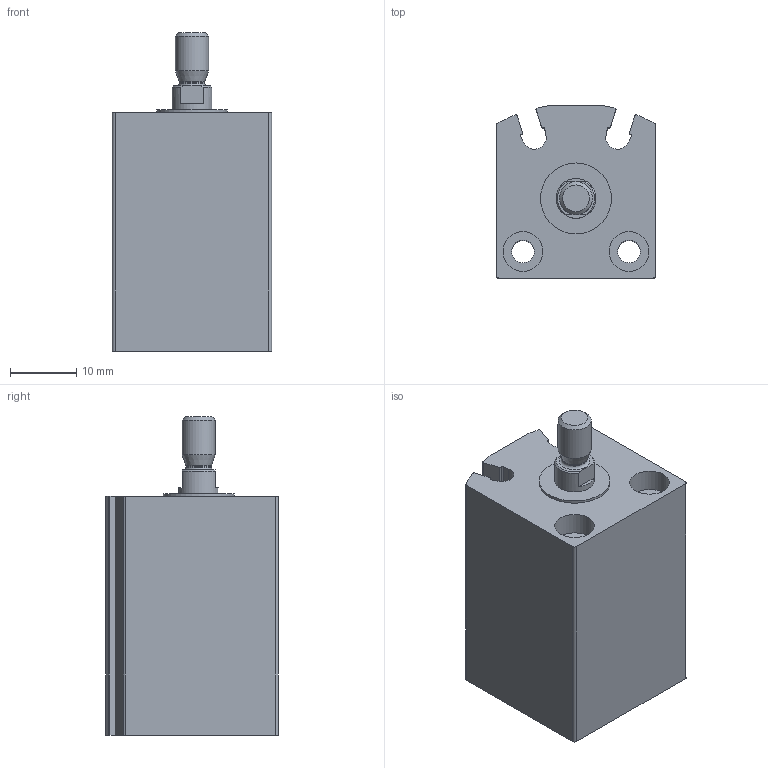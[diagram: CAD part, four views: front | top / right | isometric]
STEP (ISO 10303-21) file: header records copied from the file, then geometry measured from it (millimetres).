
FILE_DESCRIPTION(/* description */ ('STEP AP214'),/* implementation_level */ '2;1');
FILE_NAME(/* name */ '188092_ADVC-12-5-A-P-A',/* time_stamp */ '2024-08-01T20:20:42+02:00',/* author */ ('License CC BY-ND 4.0'),/* organization */ ('CADENAS'),/* preprocessor_version */ 'ST-DEVELOPER v19.3',/* originating_system */ 'PARTsolutions',/* authorisation */ ' ');
FILE_SCHEMA (('AUTOMOTIVE_DESIGN {1 0 10303 214 3 1 1}'));
Length unit declared in the file: millimetre
Products named in the file (3): 188092 ADVC-12-5-A-P-A---(asm_0); 188092 ADVC-12-5-A-P-A---(ZR); 188092 ADVC-12-5-A-P-A---(K)
Assembly tree (2 placements, depth 2):
  188092 ADVC-12-5-A-P-A---(asm_0)
    188092 ADVC-12-5-A-P-A---(ZR)
    188092 ADVC-12-5-A-P-A---(K)
Bounding box: 24 x 26 x 48 mm (x, y, z)
Volume: 19409.2 mm3; surface area: 7552.8 mm2
Topology: 2 solids, 2 shells, 72 faces, 171 edges, 112 vertices
Faces by surface type: cylinder 35, plane 29, cone 6, torus 2
Full cylindrical faces by diameter (mm): 3.4 x2, 3.8 x1, 4.134 x2, 5 x1, 6 x4, 10.7 x1, 12 x2
Entity records: 2081 total; most frequent: DIRECTION 376, CARTESIAN_POINT 347, ORIENTED_EDGE 300, AXIS2_PLACEMENT_3D 155, EDGE_CURVE 150, VERTEX_POINT 110, EDGE_LOOP 104, FACE_BOUND 104
